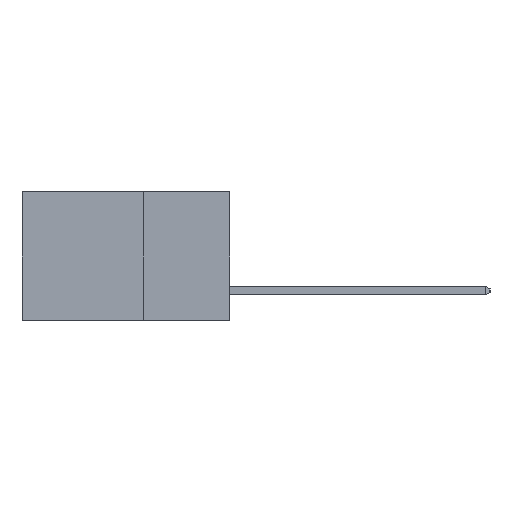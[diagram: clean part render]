
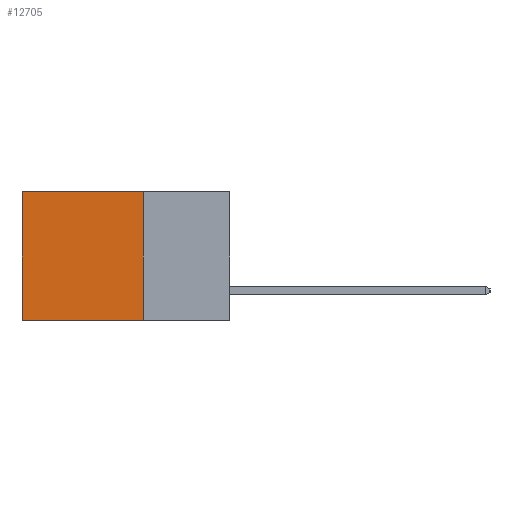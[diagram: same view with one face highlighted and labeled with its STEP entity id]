
A CAD part, left-side view. The second image highlights one B-rep face of the part: STEP entity #12705.
In plain terms, the highlighted planar face has unit normal (-1, 0, 0).
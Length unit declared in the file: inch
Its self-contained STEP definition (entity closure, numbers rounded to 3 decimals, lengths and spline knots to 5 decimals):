
#399 = CARTESIAN_POINT ( 'NONE',  ( 0.2615, 0.6, -0.37 ) ) ;
#1836 = EDGE_CURVE ( 'NONE', #16538, #14315, #21685, .T. ) ;
#2192 = DIRECTION ( 'NONE',  ( 0., 0., -1. ) ) ;
#2243 = EDGE_CURVE ( 'NONE', #22102, #16538, #21661, .T. ) ;
#2836 = EDGE_LOOP ( 'NONE', ( #4317, #14856, #19179, #9760 ) ) ;
#3673 = LINE ( 'NONE', #11693, #12916 ) ;
#3690 = DIRECTION ( 'NONE',  ( 0., 0., -1. ) ) ;
#3903 = CARTESIAN_POINT ( 'NONE',  ( 0.2615, 0.25, -0.37 ) ) ;
#4317 = ORIENTED_EDGE ( 'NONE', *, *, #10487, .T. ) ;
#4573 = CARTESIAN_POINT ( 'NONE',  ( 0.2615, 0.6, 0. ) ) ;
#7124 = DIRECTION ( 'NONE',  ( 0., 1., 0. ) ) ;
#7887 = EDGE_CURVE ( 'NONE', #22102, #19493, #3673, .T. ) ;
#9414 = PLANE ( 'NONE',  #22763 ) ;
#9760 = ORIENTED_EDGE ( 'NONE', *, *, #7887, .T. ) ;
#10487 = EDGE_CURVE ( 'NONE', #19493, #14315, #23742, .T. ) ;
#11693 = CARTESIAN_POINT ( 'NONE',  ( 0.2615, 0.25, 0. ) ) ;
#12429 = VECTOR ( 'NONE', #7124, 39.37008 ) ;
#12505 = CARTESIAN_POINT ( 'NONE',  ( 0.2615, 0.25, 0. ) ) ;
#12705 = ADVANCED_FACE ( 'NONE', ( #23652 ), #9414, .F. ) ;
#12916 = VECTOR ( 'NONE', #15450, 39.37008 ) ;
#13198 = DIRECTION ( 'NONE',  ( 1., 0., 0. ) ) ;
#14315 = VERTEX_POINT ( 'NONE', #14638 ) ;
#14484 = CARTESIAN_POINT ( 'NONE',  ( 0.2615, 0.25, -0.37 ) ) ;
#14638 = CARTESIAN_POINT ( 'NONE',  ( 0.2615, 0.6, -0.37 ) ) ;
#14856 = ORIENTED_EDGE ( 'NONE', *, *, #1836, .F. ) ;
#15422 = CARTESIAN_POINT ( 'NONE',  ( 0.2615, 0.25, -0.37 ) ) ;
#15450 = DIRECTION ( 'NONE',  ( 0., 1., 0. ) ) ;
#16238 = VECTOR ( 'NONE', #3690, 39.37008 ) ;
#16538 = VERTEX_POINT ( 'NONE', #15422 ) ;
#19179 = ORIENTED_EDGE ( 'NONE', *, *, #2243, .F. ) ;
#19493 = VERTEX_POINT ( 'NONE', #4573 ) ;
#19536 = VECTOR ( 'NONE', #20626, 39.37008 ) ;
#20614 = CARTESIAN_POINT ( 'NONE',  ( 0.2615, 0.25, -0.37 ) ) ;
#20626 = DIRECTION ( 'NONE',  ( 0., 0., -1. ) ) ;
#21661 = LINE ( 'NONE', #3903, #16238 ) ;
#21685 = LINE ( 'NONE', #14484, #12429 ) ;
#22102 = VERTEX_POINT ( 'NONE', #12505 ) ;
#22763 = AXIS2_PLACEMENT_3D ( 'NONE', #20614, #13198, #2192 ) ;
#23652 = FACE_OUTER_BOUND ( 'NONE', #2836, .T. ) ;
#23742 = LINE ( 'NONE', #399, #19536 ) ;
